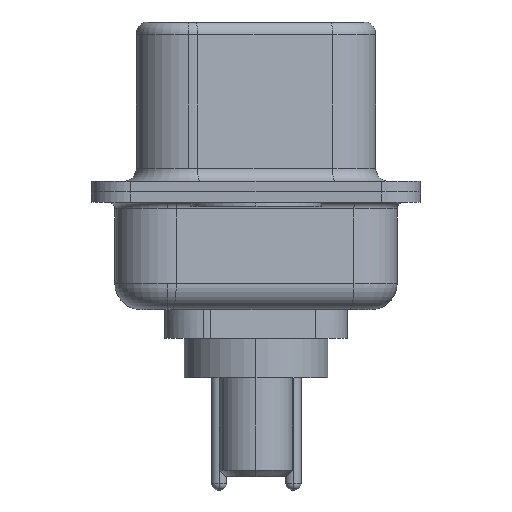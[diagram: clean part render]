
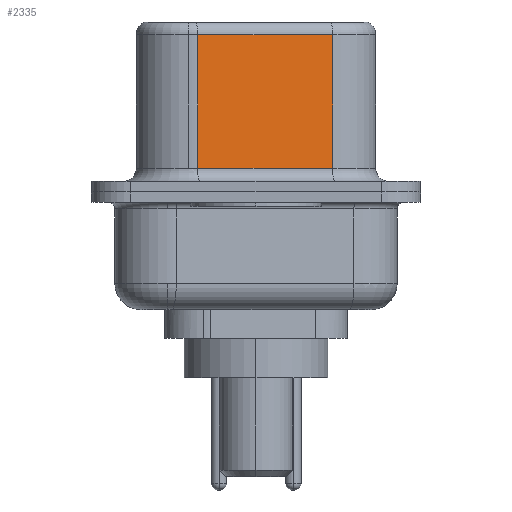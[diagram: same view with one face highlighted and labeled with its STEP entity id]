
A CAD part, left-side view. The second image highlights one B-rep face of the part: STEP entity #2335.
In plain terms, the highlighted planar face has unit normal (-0.985, -0.174, 0).
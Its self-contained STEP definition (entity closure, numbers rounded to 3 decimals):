
#29 = VECTOR ( 'NONE', #5289, 1000. ) ;
#1098 = VERTEX_POINT ( 'NONE', #6466 ) ;
#1208 = CARTESIAN_POINT ( 'NONE',  ( 4.565, -2.927, 6.02 ) ) ;
#1333 = FACE_OUTER_BOUND ( 'NONE', #8479, .T. ) ;
#2335 = ADVANCED_FACE ( 'NONE', ( #1333 ), #10725, .F. ) ;
#2722 = VECTOR ( 'NONE', #9687, 1000. ) ;
#2836 = LINE ( 'NONE', #4815, #10739 ) ;
#2874 = LINE ( 'NONE', #13772, #29 ) ;
#3173 = AXIS2_PLACEMENT_3D ( 'NONE', #10402, #10416, #11415 ) ;
#3416 = CARTESIAN_POINT ( 'NONE',  ( 4.565, -2.927, 6.02 ) ) ;
#3692 = ORIENTED_EDGE ( 'NONE', *, *, #7409, .F. ) ;
#4075 = VERTEX_POINT ( 'NONE', #1208 ) ;
#4785 = CARTESIAN_POINT ( 'NONE',  ( 3.655, 2.233, 6.02 ) ) ;
#4815 = CARTESIAN_POINT ( 'NONE',  ( 4.565, -2.927, 0.9 ) ) ;
#4865 = DIRECTION ( 'NONE',  ( 0.174, -0.985, 0. ) ) ;
#4942 = EDGE_CURVE ( 'NONE', #4075, #10778, #11275, .T. ) ;
#5289 = DIRECTION ( 'NONE',  ( 0., 0., -1. ) ) ;
#5385 = EDGE_CURVE ( 'NONE', #10778, #9350, #2874, .T. ) ;
#5507 = DIRECTION ( 'NONE',  ( 0., 0., -1. ) ) ;
#5617 = ORIENTED_EDGE ( 'NONE', *, *, #5385, .T. ) ;
#6298 = ORIENTED_EDGE ( 'NONE', *, *, #4942, .T. ) ;
#6466 = CARTESIAN_POINT ( 'NONE',  ( 4.565, -2.927, 0.9 ) ) ;
#7409 = EDGE_CURVE ( 'NONE', #4075, #1098, #11380, .T. ) ;
#7448 = EDGE_CURVE ( 'NONE', #9350, #1098, #2836, .T. ) ;
#8479 = EDGE_LOOP ( 'NONE', ( #3692, #6298, #5617, #13406 ) ) ;
#9275 = CARTESIAN_POINT ( 'NONE',  ( 3.655, 2.233, 0.9 ) ) ;
#9350 = VERTEX_POINT ( 'NONE', #9275 ) ;
#9687 = DIRECTION ( 'NONE',  ( -0.174, 0.985, 0. ) ) ;
#10402 = CARTESIAN_POINT ( 'NONE',  ( 4.565, -2.927, 6.52 ) ) ;
#10416 = DIRECTION ( 'NONE',  ( 0.985, 0.174, 0. ) ) ;
#10725 = PLANE ( 'NONE',  #3173 ) ;
#10739 = VECTOR ( 'NONE', #4865, 1000. ) ;
#10778 = VERTEX_POINT ( 'NONE', #4785 ) ;
#11275 = LINE ( 'NONE', #3416, #2722 ) ;
#11380 = LINE ( 'NONE', #11970, #13795 ) ;
#11415 = DIRECTION ( 'NONE',  ( -0.174, 0.985, 0. ) ) ;
#11970 = CARTESIAN_POINT ( 'NONE',  ( 4.565, -2.927, 6.52 ) ) ;
#13406 = ORIENTED_EDGE ( 'NONE', *, *, #7448, .T. ) ;
#13772 = CARTESIAN_POINT ( 'NONE',  ( 3.655, 2.233, 6.52 ) ) ;
#13795 = VECTOR ( 'NONE', #5507, 1000. ) ;
